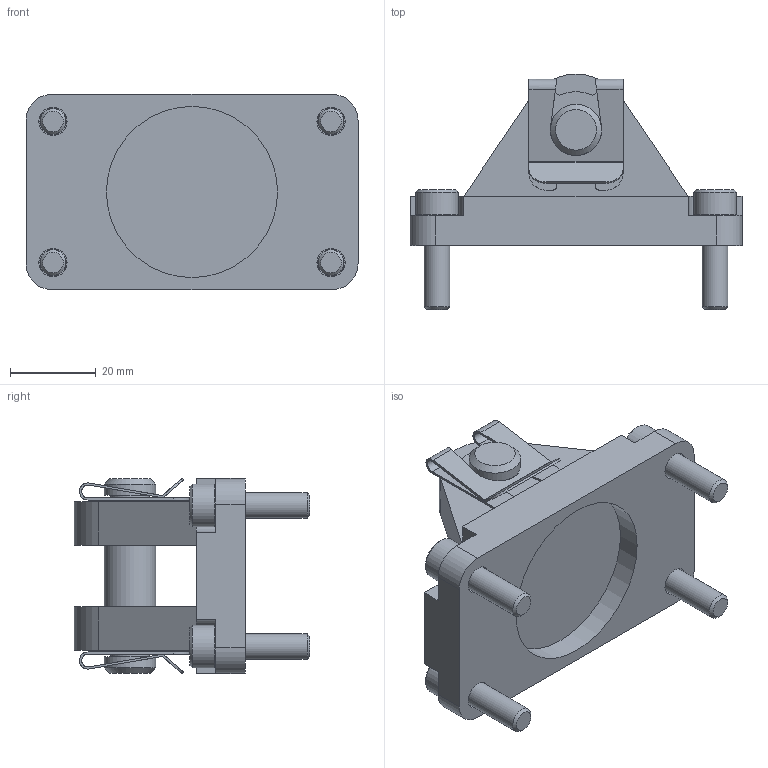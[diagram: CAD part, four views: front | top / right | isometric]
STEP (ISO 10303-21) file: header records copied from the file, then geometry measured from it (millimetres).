
FILE_DESCRIPTION(/* description */ ('STEP AP214'),/* implementation_level */ '2;1');
FILE_NAME(/* name */ '14885_SZS-50',/* time_stamp */ '2024-09-15T15:19:53+02:00',/* author */ ('License CC BY-ND 4.0'),/* organization */ ('CADENAS'),/* preprocessor_version */ 'ST-DEVELOPER v19.3',/* originating_system */ 'PARTsolutions',/* authorisation */ ' ');
FILE_SCHEMA (('AUTOMOTIVE_DESIGN {1 0 10303 214 3 1 1}'));
Length unit declared in the file: millimetre
Products named in the file (5): 14885 SZS-50; 14885 SZS-50---(F); 369470 BZ-12-035,5-AA (45.5); 209821 12 SXN 08 VERZINKT:SL; DIN-912 - M6x22(F)
Assembly tree (8 placements, depth 2):
  14885 SZS-50
    14885 SZS-50---(F)
    369470 BZ-12-035,5-AA (45.5)
    209821 12 SXN 08 VERZINKT:SL  x2
    DIN-912 - M6x22(F)  x4
Bounding box: 77.6 x 55 x 45.65 mm (x, y, z)
Volume: 56316.6 mm3; surface area: 23880.5 mm2
Topology: 8 solids, 8 shells, 235 faces, 544 edges, 330 vertices
Faces by surface type: plane 125, cylinder 64, cone 46
Full cylindrical faces by diameter (mm): 6 x4, 6.6 x4, 9 x2, 10 x4, 12 x5, 40 x1
Entity records: 3549 total; most frequent: DIRECTION 616, CARTESIAN_POINT 599, ORIENTED_EDGE 532, EDGE_CURVE 266, AXIS2_PLACEMENT_3D 228, VERTEX_POINT 181, LINE 160, VECTOR 160
